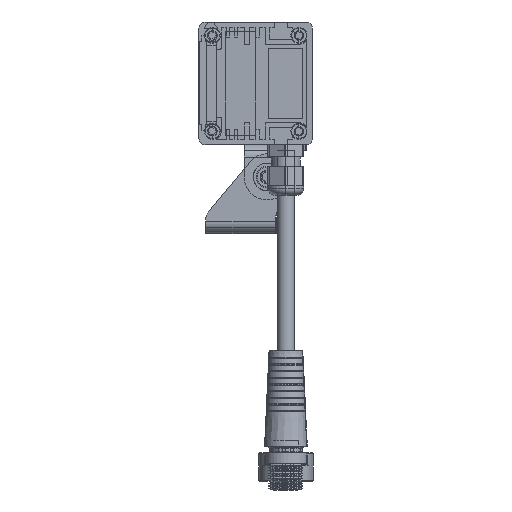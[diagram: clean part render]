
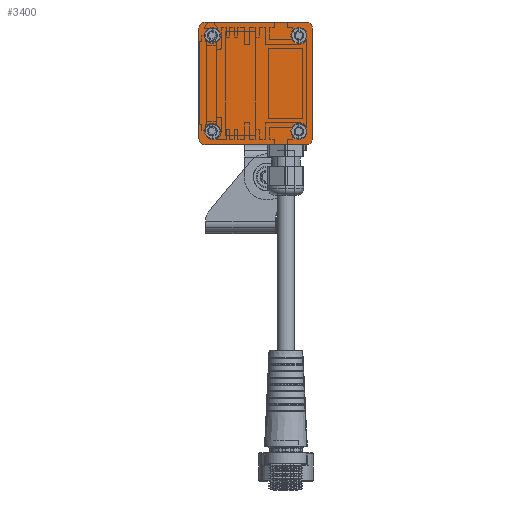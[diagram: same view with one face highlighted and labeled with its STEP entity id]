
A CAD part, left-side view. The second image highlights one B-rep face of the part: STEP entity #3400.
In plain terms, the highlighted face is planar.
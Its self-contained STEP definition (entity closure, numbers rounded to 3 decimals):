
#201 = DIRECTION ( 'NONE',  ( 1., 0., 0. ) ) ;
#367 = ORIENTED_EDGE ( 'NONE', *, *, #33336, .T. ) ;
#399 = CARTESIAN_POINT ( 'NONE',  ( 407.675, 130.53, 2. ) ) ;
#421 = CARTESIAN_POINT ( 'NONE',  ( 376.475, 130.53, 2. ) ) ;
#1521 = VERTEX_POINT ( 'NONE', #29975 ) ;
#1910 = CARTESIAN_POINT ( 'NONE',  ( 373.875, 102.33, 2. ) ) ;
#2420 = VERTEX_POINT ( 'NONE', #4823 ) ;
#2466 = DIRECTION ( 'NONE',  ( 0., 0., 1. ) ) ;
#2648 = CARTESIAN_POINT ( 'NONE',  ( 409.475, 105.78, 2. ) ) ;
#2932 = AXIS2_PLACEMENT_3D ( 'NONE', #20132, #32599, #36350 ) ;
#3210 = CARTESIAN_POINT ( 'NONE',  ( 402.475, 102.33, 2. ) ) ;
#3323 = DIRECTION ( 'NONE',  ( 1., 0., 0. ) ) ;
#3400 = ADVANCED_FACE ( 'NONE', ( #22248, #38471, #18902, #9640, #31552 ), #15335, .T. ) ;
#3475 = EDGE_LOOP ( 'NONE', ( #10088, #22205 ) ) ;
#3984 = ORIENTED_EDGE ( 'NONE', *, *, #11132, .T. ) ;
#4329 = CARTESIAN_POINT ( 'NONE',  ( 405.075, 102.33, 2. ) ) ;
#4478 = DIRECTION ( 'NONE',  ( 1., 0., 0. ) ) ;
#4524 = VERTEX_POINT ( 'NONE', #30248 ) ;
#4779 = CIRCLE ( 'NONE', #28303, 2.6 ) ;
#4823 = CARTESIAN_POINT ( 'NONE',  ( 371.475, 134.93, 2. ) ) ;
#4825 = EDGE_CURVE ( 'NONE', #11426, #23188, #13277, .T. ) ;
#4992 = ORIENTED_EDGE ( 'NONE', *, *, #15642, .T. ) ;
#5022 = LINE ( 'NONE', #39727, #13476 ) ;
#5622 = AXIS2_PLACEMENT_3D ( 'NONE', #31027, #21506, #17993 ) ;
#6182 = CARTESIAN_POINT ( 'NONE',  ( 402.475, 130.53, 2. ) ) ;
#6409 = DIRECTION ( 'NONE',  ( -1., 0., 0. ) ) ;
#6571 = EDGE_CURVE ( 'NONE', #8040, #34442, #30885, .T. ) ;
#7086 = CARTESIAN_POINT ( 'NONE',  ( 409.475, 132.93, 2. ) ) ;
#7451 = DIRECTION ( 'NONE',  ( 1., 0., 0. ) ) ;
#7996 = EDGE_CURVE ( 'NONE', #12678, #11572, #37204, .T. ) ;
#8040 = VERTEX_POINT ( 'NONE', #6182 ) ;
#8170 = DIRECTION ( 'NONE',  ( 1., 0., 0. ) ) ;
#8709 = DIRECTION ( 'NONE',  ( 0., 1., 0. ) ) ;
#9640 = FACE_BOUND ( 'NONE', #20756, .T. ) ;
#9872 = EDGE_CURVE ( 'NONE', #1521, #15635, #36344, .T. ) ;
#10088 = ORIENTED_EDGE ( 'NONE', *, *, #4825, .T. ) ;
#10493 = VERTEX_POINT ( 'NONE', #22887 ) ;
#10882 = AXIS2_PLACEMENT_3D ( 'NONE', #16334, #38435, #3323 ) ;
#11132 = EDGE_CURVE ( 'NONE', #16526, #17593, #13823, .T. ) ;
#11333 = CARTESIAN_POINT ( 'NONE',  ( 371.275, 102.33, 2. ) ) ;
#11426 = VERTEX_POINT ( 'NONE', #33885 ) ;
#11572 = VERTEX_POINT ( 'NONE', #24807 ) ;
#11794 = CIRCLE ( 'NONE', #20508, 2.6 ) ;
#12174 = CARTESIAN_POINT ( 'NONE',  ( 407.475, 132.93, 2. ) ) ;
#12678 = VERTEX_POINT ( 'NONE', #22283 ) ;
#13135 = VERTEX_POINT ( 'NONE', #421 ) ;
#13151 = EDGE_CURVE ( 'NONE', #4524, #12678, #32388, .T. ) ;
#13277 = CIRCLE ( 'NONE', #32092, 2.6 ) ;
#13476 = VECTOR ( 'NONE', #14484, 1000. ) ;
#13823 = CIRCLE ( 'NONE', #24545, 2. ) ;
#14484 = DIRECTION ( 'NONE',  ( 1., 0., 0. ) ) ;
#14572 = EDGE_LOOP ( 'NONE', ( #30005, #20611 ) ) ;
#14729 = EDGE_LOOP ( 'NONE', ( #26943, #39416 ) ) ;
#15335 = PLANE ( 'NONE',  #38914 ) ;
#15635 = VERTEX_POINT ( 'NONE', #11333 ) ;
#15642 = EDGE_CURVE ( 'NONE', #11572, #16526, #5022, .T. ) ;
#15959 = DIRECTION ( 'NONE',  ( 1., 0., 0. ) ) ;
#16334 = CARTESIAN_POINT ( 'NONE',  ( 405.075, 130.53, 2. ) ) ;
#16526 = VERTEX_POINT ( 'NONE', #27843 ) ;
#16696 = CIRCLE ( 'NONE', #24066, 2.6 ) ;
#17593 = VERTEX_POINT ( 'NONE', #32997 ) ;
#17792 = VECTOR ( 'NONE', #22862, 1000. ) ;
#17993 = DIRECTION ( 'NONE',  ( 1., 0., 0. ) ) ;
#18280 = DIRECTION ( 'NONE',  ( 1., 0., 0. ) ) ;
#18332 = CIRCLE ( 'NONE', #2932, 2. ) ;
#18902 = FACE_BOUND ( 'NONE', #14572, .T. ) ;
#19110 = ORIENTED_EDGE ( 'NONE', *, *, #13151, .T. ) ;
#19240 = EDGE_LOOP ( 'NONE', ( #26204, #38034, #19110, #21340, #4992, #3984, #34036, #23275 ) ) ;
#19492 = DIRECTION ( 'NONE',  ( 0., 0., -1. ) ) ;
#19823 = DIRECTION ( 'NONE',  ( 0., 0., 1. ) ) ;
#20102 = CARTESIAN_POINT ( 'NONE',  ( 405.075, 130.53, 2. ) ) ;
#20132 = CARTESIAN_POINT ( 'NONE',  ( 407.475, 132.93, 2. ) ) ;
#20508 = AXIS2_PLACEMENT_3D ( 'NONE', #20102, #19492, #201 ) ;
#20611 = ORIENTED_EDGE ( 'NONE', *, *, #28633, .T. ) ;
#20756 = EDGE_LOOP ( 'NONE', ( #36773, #367 ) ) ;
#21340 = ORIENTED_EDGE ( 'NONE', *, *, #7996, .T. ) ;
#21506 = DIRECTION ( 'NONE',  ( 0., 0., 1. ) ) ;
#22165 = LINE ( 'NONE', #25131, #37871 ) ;
#22205 = ORIENTED_EDGE ( 'NONE', *, *, #31493, .T. ) ;
#22248 = FACE_BOUND ( 'NONE', #3475, .T. ) ;
#22283 = CARTESIAN_POINT ( 'NONE',  ( 369.475, 99.93, 2. ) ) ;
#22862 = DIRECTION ( 'NONE',  ( 0., -1., 0. ) ) ;
#22887 = CARTESIAN_POINT ( 'NONE',  ( 371.275, 130.53, 2. ) ) ;
#22969 = CARTESIAN_POINT ( 'NONE',  ( 371.475, 132.93, 2. ) ) ;
#23028 = DIRECTION ( 'NONE',  ( 0., 0., -1. ) ) ;
#23188 = VERTEX_POINT ( 'NONE', #3210 ) ;
#23275 = ORIENTED_EDGE ( 'NONE', *, *, #23706, .T. ) ;
#23510 = AXIS2_PLACEMENT_3D ( 'NONE', #39787, #33493, #4478 ) ;
#23706 = EDGE_CURVE ( 'NONE', #36925, #32779, #18332, .T. ) ;
#23752 = VECTOR ( 'NONE', #8709, 1000. ) ;
#23953 = CARTESIAN_POINT ( 'NONE',  ( 373.875, 130.53, 2. ) ) ;
#24066 = AXIS2_PLACEMENT_3D ( 'NONE', #1910, #31341, #8170 ) ;
#24155 = CIRCLE ( 'NONE', #32952, 2. ) ;
#24320 = EDGE_CURVE ( 'NONE', #17593, #36925, #37527, .T. ) ;
#24545 = AXIS2_PLACEMENT_3D ( 'NONE', #31040, #2466, #38188 ) ;
#24807 = CARTESIAN_POINT ( 'NONE',  ( 371.475, 97.93, 2. ) ) ;
#25131 = CARTESIAN_POINT ( 'NONE',  ( 403.175, 134.93, 2. ) ) ;
#25178 = DIRECTION ( 'NONE',  ( 0., 0., -1. ) ) ;
#25604 = CIRCLE ( 'NONE', #33517, 2.6 ) ;
#26183 = CIRCLE ( 'NONE', #23510, 2.6 ) ;
#26204 = ORIENTED_EDGE ( 'NONE', *, *, #34751, .T. ) ;
#26404 = DIRECTION ( 'NONE',  ( 1., 0., 0. ) ) ;
#26943 = ORIENTED_EDGE ( 'NONE', *, *, #36855, .T. ) ;
#27843 = CARTESIAN_POINT ( 'NONE',  ( 407.475, 97.93, 2. ) ) ;
#28303 = AXIS2_PLACEMENT_3D ( 'NONE', #34876, #25178, #35293 ) ;
#28616 = EDGE_CURVE ( 'NONE', #13135, #10493, #25604, .T. ) ;
#28633 = EDGE_CURVE ( 'NONE', #15635, #1521, #16696, .T. ) ;
#29975 = CARTESIAN_POINT ( 'NONE',  ( 376.475, 102.33, 2. ) ) ;
#30005 = ORIENTED_EDGE ( 'NONE', *, *, #9872, .T. ) ;
#30173 = CARTESIAN_POINT ( 'NONE',  ( 373.875, 102.33, 2. ) ) ;
#30248 = CARTESIAN_POINT ( 'NONE',  ( 369.475, 132.93, 2. ) ) ;
#30885 = CIRCLE ( 'NONE', #10882, 2.6 ) ;
#31027 = CARTESIAN_POINT ( 'NONE',  ( 371.475, 99.93, 2. ) ) ;
#31040 = CARTESIAN_POINT ( 'NONE',  ( 407.475, 99.93, 2. ) ) ;
#31341 = DIRECTION ( 'NONE',  ( 0., 0., -1. ) ) ;
#31450 = EDGE_CURVE ( 'NONE', #2420, #4524, #24155, .T. ) ;
#31493 = EDGE_CURVE ( 'NONE', #23188, #11426, #26183, .T. ) ;
#31552 = FACE_OUTER_BOUND ( 'NONE', #19240, .T. ) ;
#32092 = AXIS2_PLACEMENT_3D ( 'NONE', #4329, #23028, #26404 ) ;
#32388 = LINE ( 'NONE', #38258, #17792 ) ;
#32599 = DIRECTION ( 'NONE',  ( 0., 0., 1. ) ) ;
#32694 = DIRECTION ( 'NONE',  ( 1., 0., 0. ) ) ;
#32779 = VERTEX_POINT ( 'NONE', #34963 ) ;
#32952 = AXIS2_PLACEMENT_3D ( 'NONE', #22969, #19823, #32694 ) ;
#32997 = CARTESIAN_POINT ( 'NONE',  ( 409.475, 99.93, 2. ) ) ;
#33336 = EDGE_CURVE ( 'NONE', #10493, #13135, #4779, .T. ) ;
#33493 = DIRECTION ( 'NONE',  ( 0., 0., -1. ) ) ;
#33517 = AXIS2_PLACEMENT_3D ( 'NONE', #23953, #36796, #18280 ) ;
#33885 = CARTESIAN_POINT ( 'NONE',  ( 407.675, 102.33, 2. ) ) ;
#34036 = ORIENTED_EDGE ( 'NONE', *, *, #24320, .T. ) ;
#34442 = VERTEX_POINT ( 'NONE', #399 ) ;
#34751 = EDGE_CURVE ( 'NONE', #32779, #2420, #22165, .T. ) ;
#34876 = CARTESIAN_POINT ( 'NONE',  ( 373.875, 130.53, 2. ) ) ;
#34963 = CARTESIAN_POINT ( 'NONE',  ( 407.475, 134.93, 2. ) ) ;
#35116 = DIRECTION ( 'NONE',  ( 0., 0., 1. ) ) ;
#35293 = DIRECTION ( 'NONE',  ( 1., 0., 0. ) ) ;
#35859 = DIRECTION ( 'NONE',  ( 0., 0., -1. ) ) ;
#36344 = CIRCLE ( 'NONE', #38393, 2.6 ) ;
#36350 = DIRECTION ( 'NONE',  ( 1., 0., 0. ) ) ;
#36773 = ORIENTED_EDGE ( 'NONE', *, *, #28616, .T. ) ;
#36796 = DIRECTION ( 'NONE',  ( 0., 0., -1. ) ) ;
#36855 = EDGE_CURVE ( 'NONE', #34442, #8040, #11794, .T. ) ;
#36925 = VERTEX_POINT ( 'NONE', #7086 ) ;
#37204 = CIRCLE ( 'NONE', #5622, 2. ) ;
#37527 = LINE ( 'NONE', #2648, #23752 ) ;
#37871 = VECTOR ( 'NONE', #6409, 1000. ) ;
#38034 = ORIENTED_EDGE ( 'NONE', *, *, #31450, .T. ) ;
#38188 = DIRECTION ( 'NONE',  ( 1., 0., 0. ) ) ;
#38258 = CARTESIAN_POINT ( 'NONE',  ( 369.475, 132.291, 2. ) ) ;
#38393 = AXIS2_PLACEMENT_3D ( 'NONE', #30173, #35859, #7451 ) ;
#38435 = DIRECTION ( 'NONE',  ( 0., 0., -1. ) ) ;
#38471 = FACE_BOUND ( 'NONE', #14729, .T. ) ;
#38914 = AXIS2_PLACEMENT_3D ( 'NONE', #12174, #35116, #15959 ) ;
#39416 = ORIENTED_EDGE ( 'NONE', *, *, #6571, .T. ) ;
#39727 = CARTESIAN_POINT ( 'NONE',  ( 407.475, 97.93, 2. ) ) ;
#39787 = CARTESIAN_POINT ( 'NONE',  ( 405.075, 102.33, 2. ) ) ;
